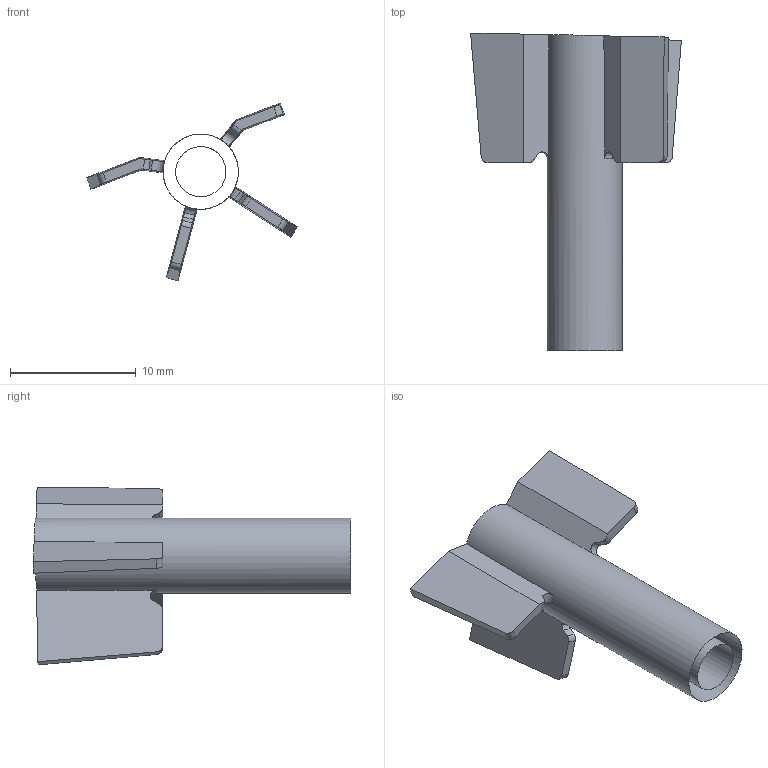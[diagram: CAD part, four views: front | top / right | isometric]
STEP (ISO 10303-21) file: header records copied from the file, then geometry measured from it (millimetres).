
FILE_DESCRIPTION(('Open CASCADE Model'),'2;1');
FILE_NAME('Open CASCADE Shape Model','2025-10-21T21:37:34',('Author'),( 'Open CASCADE'),'Open CASCADE STEP processor 7.7','Open CASCADE 7.7' ,'Unknown');
FILE_SCHEMA(('AUTOMOTIVE_DESIGN { 1 0 10303 214 1 1 1 1 }'));
Length unit declared in the file: millimetre
Products named in the file (41): Open CASCADE STEP translator 7.7 3; Open CASCADE STEP translator 7.7 3.1; Open CASCADE STEP translator 7.7 3.2; Open CASCADE STEP translator 7.7 3.3; Open CASCADE STEP translator 7.7 3.4; Open CASCADE STEP translator 7.7 3.5; Open CASCADE STEP translator 7.7 3.6; Open CASCADE STEP translator 7.7 3.7; Open CASCADE STEP translator 7.7 3.8; Open CASCADE STEP translator 7.7 3.9; Open CASCADE STEP translator 7.7 3.10; Open CASCADE STEP translator 7.7 3.11; Open CASCADE STEP translator 7.7 3.12; Open CASCADE STEP translator 7.7 3.13; Open CASCADE STEP translator 7.7 3.14; Open CASCADE STEP translator 7.7 3.15; Open CASCADE STEP translator 7.7 3.16; Open CASCADE STEP translator 7.7 3.17; Open CASCADE STEP translator 7.7 3.18; Open CASCADE STEP translator 7.7 3.19; Open CASCADE STEP translator 7.7 3.20; Open CASCADE STEP translator 7.7 3.21; Open CASCADE STEP translator 7.7 3.22; Open CASCADE STEP translator 7.7 3.23; Open CASCADE STEP translator 7.7 3.24; Open CASCADE STEP translator 7.7 3.25; Open CASCADE STEP translator 7.7 3.26; Open CASCADE STEP translator 7.7 3.27; Open CASCADE STEP translator 7.7 3.28; Open CASCADE STEP translator 7.7 3.29; Open CASCADE STEP translator 7.7 3.30; Open CASCADE STEP translator 7.7 3.31; Open CASCADE STEP translator 7.7 3.32; Open CASCADE STEP translator 7.7 3.33; Open CASCADE STEP translator 7.7 3.34; Open CASCADE STEP translator 7.7 3.35; Open CASCADE STEP translator 7.7 3.36; Open CASCADE STEP translator 7.7 3.37; Open CASCADE STEP translator 7.7 3.38; Open CASCADE STEP translator 7.7 3.39 ...
Assembly tree (40 placements, depth 2):
  Open CASCADE STEP translator 7.7 3
    Open CASCADE STEP translator 7.7 3.1
    Open CASCADE STEP translator 7.7 3.2
    Open CASCADE STEP translator 7.7 3.3
    Open CASCADE STEP translator 7.7 3.4
    Open CASCADE STEP translator 7.7 3.5
    Open CASCADE STEP translator 7.7 3.6
    Open CASCADE STEP translator 7.7 3.7
    Open CASCADE STEP translator 7.7 3.8
    Open CASCADE STEP translator 7.7 3.9
    Open CASCADE STEP translator 7.7 3.10
    Open CASCADE STEP translator 7.7 3.11
    Open CASCADE STEP translator 7.7 3.12
    Open CASCADE STEP translator 7.7 3.13
    Open CASCADE STEP translator 7.7 3.14
    Open CASCADE STEP translator 7.7 3.15
    Open CASCADE STEP translator 7.7 3.16
    Open CASCADE STEP translator 7.7 3.17
    Open CASCADE STEP translator 7.7 3.18
    Open CASCADE STEP translator 7.7 3.19
    Open CASCADE STEP translator 7.7 3.20
    Open CASCADE STEP translator 7.7 3.21
    Open CASCADE STEP translator 7.7 3.22
    Open CASCADE STEP translator 7.7 3.23
    Open CASCADE STEP translator 7.7 3.24
    Open CASCADE STEP translator 7.7 3.25
    Open CASCADE STEP translator 7.7 3.26
    Open CASCADE STEP translator 7.7 3.27
    Open CASCADE STEP translator 7.7 3.28
    Open CASCADE STEP translator 7.7 3.29
    Open CASCADE STEP translator 7.7 3.30
    Open CASCADE STEP translator 7.7 3.31
    Open CASCADE STEP translator 7.7 3.32
    Open CASCADE STEP translator 7.7 3.33
    Open CASCADE STEP translator 7.7 3.34
    Open CASCADE STEP translator 7.7 3.35
    Open CASCADE STEP translator 7.7 3.36
    Open CASCADE STEP translator 7.7 3.37
    Open CASCADE STEP translator 7.7 3.38
    Open CASCADE STEP translator 7.7 3.39
    Open CASCADE STEP translator 7.7 3.40
Bounding box: 16.79 x 25.32 x 14.15 mm (x, y, z)
Surface area: 1245.3 mm2 (no closed solid volume)
Topology: 0 solids, 40 shells, 40 faces, 227 edges, 225 vertices
Faces by surface type: plane 18, torus 10, cylinder 6, cone 4, bspline 2
Full cylindrical faces by diameter (mm): 4 x1, 6 x1
Entity records: 6036 total; most frequent: CARTESIAN_POINT 2719, DIRECTION 414, B_SPLINE_CURVE_WITH_KNOTS 254, ORIENTED_EDGE 229, PCURVE 229, DEFINITIONAL_REPRESENTATION 229, EDGE_CURVE 227, VERTEX_POINT 225
